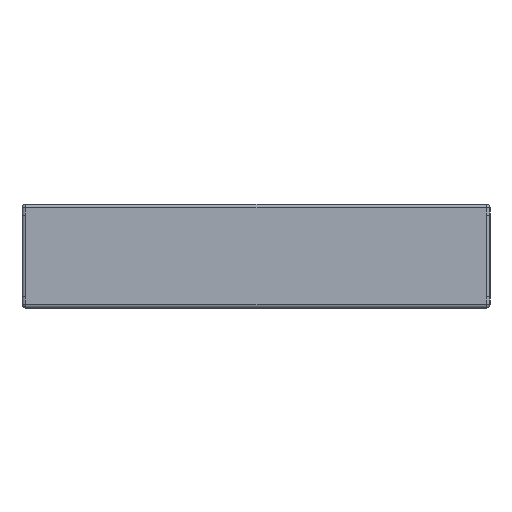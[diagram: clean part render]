
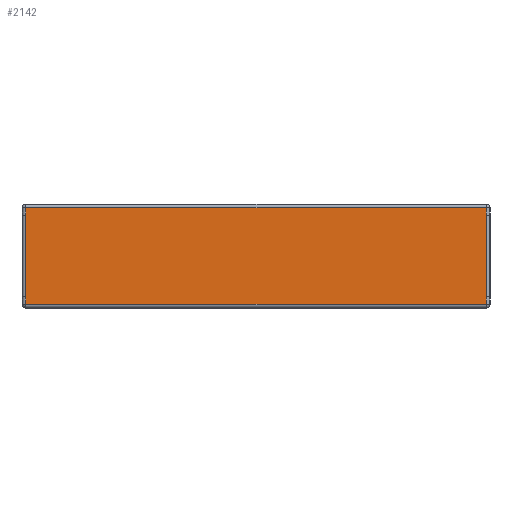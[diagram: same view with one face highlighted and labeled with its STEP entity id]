
A CAD part, left-side view. The second image highlights one B-rep face of the part: STEP entity #2142.
In plain terms, the highlighted planar face has unit normal (-1, 0, 0).
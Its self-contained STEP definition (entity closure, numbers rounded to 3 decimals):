
#180=PLANE('',#2318);
#263=FACE_OUTER_BOUND('',#377,.T.);
#377=EDGE_LOOP('',(#1588,#1589,#1590,#1591,#1592,#1593,#1594,#1595));
#484=LINE('',#3155,#668);
#486=LINE('',#3161,#670);
#488=LINE('',#3164,#672);
#489=LINE('',#3173,#673);
#497=LINE('',#3207,#681);
#499=LINE('',#3213,#683);
#501=LINE('',#3216,#685);
#506=LINE('',#3223,#690);
#668=VECTOR('',#2551,10.);
#670=VECTOR('',#2557,10.);
#672=VECTOR('',#2561,10.);
#673=VECTOR('',#2572,10.);
#681=VECTOR('',#2610,10.);
#683=VECTOR('',#2616,10.);
#685=VECTOR('',#2620,10.);
#690=VECTOR('',#2629,10.);
#869=VERTEX_POINT('',#3120);
#881=VERTEX_POINT('',#3147);
#882=VERTEX_POINT('',#3151);
#884=VERTEX_POINT('',#3157);
#886=VERTEX_POINT('',#3166);
#895=VERTEX_POINT('',#3197);
#899=VERTEX_POINT('',#3205);
#901=VERTEX_POINT('',#3211);
#1111=EDGE_CURVE('',#869,#882,#484,.T.);
#1114=EDGE_CURVE('',#882,#884,#486,.T.);
#1116=EDGE_CURVE('',#884,#881,#488,.T.);
#1120=EDGE_CURVE('',#886,#869,#489,.T.);
#1137=EDGE_CURVE('',#899,#886,#497,.T.);
#1140=EDGE_CURVE('',#901,#899,#499,.T.);
#1142=EDGE_CURVE('',#895,#901,#501,.T.);
#1147=EDGE_CURVE('',#881,#895,#506,.T.);
#1588=ORIENTED_EDGE('',*,*,#1111,.F.);
#1589=ORIENTED_EDGE('',*,*,#1120,.F.);
#1590=ORIENTED_EDGE('',*,*,#1137,.F.);
#1591=ORIENTED_EDGE('',*,*,#1140,.F.);
#1592=ORIENTED_EDGE('',*,*,#1142,.F.);
#1593=ORIENTED_EDGE('',*,*,#1147,.F.);
#1594=ORIENTED_EDGE('',*,*,#1116,.F.);
#1595=ORIENTED_EDGE('',*,*,#1114,.F.);
#2142=ADVANCED_FACE('',(#263),#180,.T.);
#2318=AXIS2_PLACEMENT_3D('',#3294,#2714,#2715);
#2551=DIRECTION('',(0.,0.,1.));
#2557=DIRECTION('',(0.,0.,1.));
#2561=DIRECTION('',(0.,0.,1.));
#2572=DIRECTION('',(0.,1.,0.));
#2610=DIRECTION('',(0.,0.,-1.));
#2616=DIRECTION('',(0.,0.,-1.));
#2620=DIRECTION('',(0.,0.,-1.));
#2629=DIRECTION('',(0.,-1.,0.));
#2714=DIRECTION('center_axis',(-1.,0.,0.));
#2715=DIRECTION('ref_axis',(0.,-1.,0.));
#3120=CARTESIAN_POINT('',(-3.15,1.55,0.025));
#3147=CARTESIAN_POINT('',(-3.15,1.55,0.675));
#3151=CARTESIAN_POINT('',(-3.15,1.55,0.075));
#3155=CARTESIAN_POINT('',(-3.15,1.55,0.));
#3157=CARTESIAN_POINT('',(-3.15,1.55,0.625));
#3161=CARTESIAN_POINT('',(-3.15,1.55,0.));
#3164=CARTESIAN_POINT('',(-3.15,1.55,0.));
#3166=CARTESIAN_POINT('',(-3.15,-1.55,0.025));
#3173=CARTESIAN_POINT('',(-3.15,0.788,0.025));
#3197=CARTESIAN_POINT('',(-3.15,-1.55,0.675));
#3205=CARTESIAN_POINT('',(-3.15,-1.55,0.075));
#3207=CARTESIAN_POINT('',(-3.15,-1.55,0.));
#3211=CARTESIAN_POINT('',(-3.15,-1.55,0.625));
#3213=CARTESIAN_POINT('',(-3.15,-1.55,0.));
#3216=CARTESIAN_POINT('',(-3.15,-1.55,0.));
#3223=CARTESIAN_POINT('',(-3.15,0.788,0.675));
#3294=CARTESIAN_POINT('Origin',(-3.15,1.575,0.));
